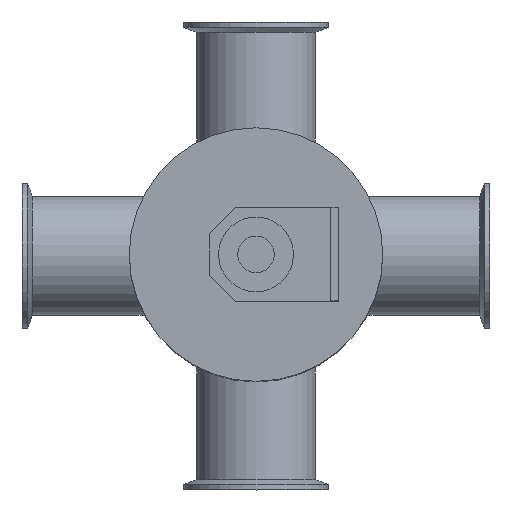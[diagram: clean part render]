
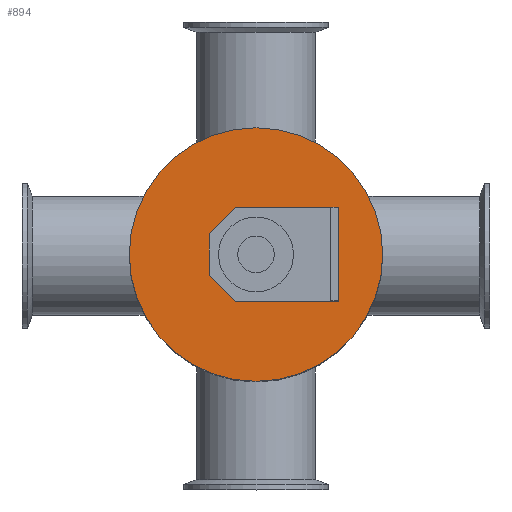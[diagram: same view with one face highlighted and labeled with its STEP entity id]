
A CAD part, top view. The second image highlights one B-rep face of the part: STEP entity #894.
In plain terms, the highlighted planar face has unit normal (0, 0, 1).
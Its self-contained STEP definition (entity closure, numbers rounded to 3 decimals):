
#212=FACE_OUTER_BOUND('',#288,.T.);
#288=EDGE_LOOP('',(#647));
#371=CIRCLE('',#1043,67.75);
#433=VERTEX_POINT('',#1527);
#513=EDGE_CURVE('',#433,#433,#371,.T.);
#647=ORIENTED_EDGE('',*,*,#513,.F.);
#857=PLANE('',#1042);
#894=ADVANCED_FACE('',(#212),#857,.T.);
#1042=AXIS2_PLACEMENT_3D('',#1526,#1215,#1216);
#1043=AXIS2_PLACEMENT_3D('',#1528,#1217,#1218);
#1215=DIRECTION('center_axis',(0.,0.,1.));
#1216=DIRECTION('ref_axis',(1.,0.,0.));
#1217=DIRECTION('center_axis',(0.,0.,-1.));
#1218=DIRECTION('ref_axis',(-1.,0.,0.));
#1526=CARTESIAN_POINT('Origin',(-33.875,0.,351.25));
#1527=CARTESIAN_POINT('',(67.75,0.,351.25));
#1528=CARTESIAN_POINT('Origin',(0.,0.,351.25));
